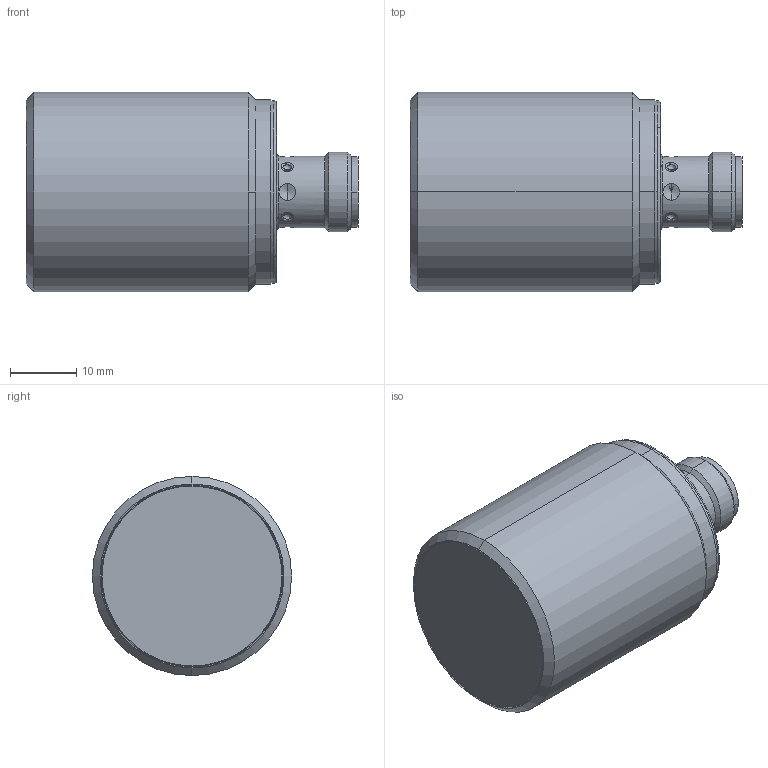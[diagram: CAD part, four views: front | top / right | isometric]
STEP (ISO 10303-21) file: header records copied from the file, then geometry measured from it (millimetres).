
FILE_DESCRIPTION (( 'STEP AP214' ), '1' );
FILE_NAME ('PNT6-CP-4H.step', '2018-04-17T19:59:56', ( '' ), ( '' ), 'SwSTEP 2.0', 'SolidWorks 2017', '' );
FILE_SCHEMA (( 'AUTOMOTIVE_DESIGN' ));
Length unit declared in the file: inch
Products named in the file (1): PNT6-CP-4H
Bounding box: 50 x 30 x 30 mm (x, y, z)
Volume: 25770.5 mm3; surface area: 8249.2 mm2
Topology: 1 solids, 4 shells, 515 faces, 1400 edges, 901 vertices
Faces by surface type: plane 161, bspline 139, cylinder 130, cone 85
Entity records: 21611 total; most frequent: CARTESIAN_POINT 9289, ORIENTED_EDGE 2784, DIRECTION 2331, EDGE_CURVE 1392, VERTEX_POINT 901, AXIS2_PLACEMENT_3D 868, VECTOR 595, LINE 595
